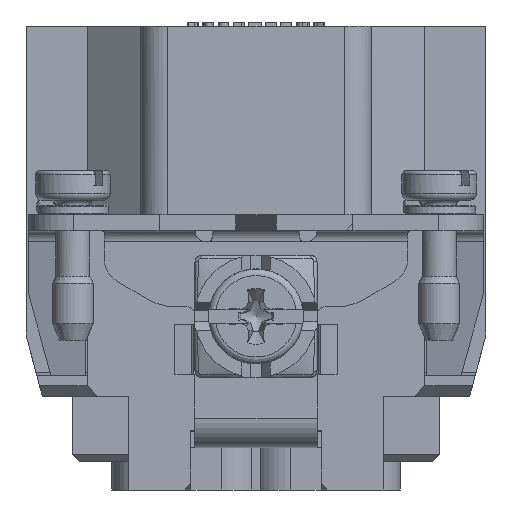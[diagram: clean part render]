
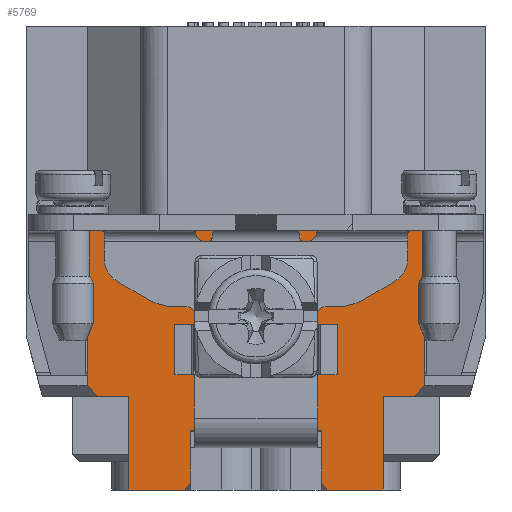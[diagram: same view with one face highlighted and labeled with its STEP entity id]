
A CAD part, left-side view. The second image highlights one B-rep face of the part: STEP entity #5769.
In plain terms, the highlighted planar face has unit normal (-1, 0, 0).
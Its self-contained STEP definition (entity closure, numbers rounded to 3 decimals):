
#5031=FACE_BOUND('',#9435,.T.);
#5032=FACE_BOUND('',#9436,.T.);
#5769=ADVANCED_FACE('',(#5031,#5032),#7238,.F.);
#7238=PLANE('',#37005);
#9435=EDGE_LOOP('',(#11996));
#9436=EDGE_LOOP('',(#11997,#11998,#11999,#12000,#12001,#12002,#12003,#12004,
#12005,#12006,#12007,#12008,#12009,#12010,#12011,#12012,#12013,#12014,#12015,
#12016,#12017,#12018,#12019,#12020));
#11996=ORIENTED_EDGE('',*,*,#22072,.T.);
#11997=ORIENTED_EDGE('',*,*,#21992,.F.);
#11998=ORIENTED_EDGE('',*,*,#22073,.T.);
#11999=ORIENTED_EDGE('',*,*,#22074,.F.);
#12000=ORIENTED_EDGE('',*,*,#22075,.T.);
#12001=ORIENTED_EDGE('',*,*,#22008,.F.);
#12002=ORIENTED_EDGE('',*,*,#22076,.F.);
#12003=ORIENTED_EDGE('',*,*,#22077,.T.);
#12004=ORIENTED_EDGE('',*,*,#22078,.F.);
#12005=ORIENTED_EDGE('',*,*,#22079,.T.);
#12006=ORIENTED_EDGE('',*,*,#22080,.T.);
#12007=ORIENTED_EDGE('',*,*,#22081,.T.);
#12008=ORIENTED_EDGE('',*,*,#22082,.T.);
#12009=ORIENTED_EDGE('',*,*,#21284,.T.);
#12010=ORIENTED_EDGE('',*,*,#22083,.T.);
#12011=ORIENTED_EDGE('',*,*,#22047,.F.);
#12012=ORIENTED_EDGE('',*,*,#22084,.F.);
#12013=ORIENTED_EDGE('',*,*,#21288,.T.);
#12014=ORIENTED_EDGE('',*,*,#22085,.F.);
#12015=ORIENTED_EDGE('',*,*,#22086,.T.);
#12016=ORIENTED_EDGE('',*,*,#22087,.T.);
#12017=ORIENTED_EDGE('',*,*,#22088,.F.);
#12018=ORIENTED_EDGE('',*,*,#22089,.F.);
#12019=ORIENTED_EDGE('',*,*,#22090,.T.);
#12020=ORIENTED_EDGE('',*,*,#22091,.T.);
#18696=VERTEX_POINT('',#48468);
#18700=VERTEX_POINT('',#48476);
#18704=VERTEX_POINT('',#48485);
#18705=VERTEX_POINT('',#48487);
#19355=VERTEX_POINT('',#50795);
#19356=VERTEX_POINT('',#50797);
#19371=VERTEX_POINT('',#50827);
#19372=VERTEX_POINT('',#50829);
#19403=VERTEX_POINT('',#50905);
#19404=VERTEX_POINT('',#50907);
#19424=VERTEX_POINT('',#50971);
#19425=VERTEX_POINT('',#50973);
#19426=VERTEX_POINT('',#50975);
#19427=VERTEX_POINT('',#50978);
#19428=VERTEX_POINT('',#50980);
#19429=VERTEX_POINT('',#50982);
#19430=VERTEX_POINT('',#50984);
#19431=VERTEX_POINT('',#50986);
#19432=VERTEX_POINT('',#50988);
#19433=VERTEX_POINT('',#50993);
#19434=VERTEX_POINT('',#50995);
#19435=VERTEX_POINT('',#50997);
#19436=VERTEX_POINT('',#50999);
#19437=VERTEX_POINT('',#51001);
#19438=VERTEX_POINT('',#51003);
#21284=EDGE_CURVE('',#18696,#18700,#29426,.T.);
#21288=EDGE_CURVE('',#18705,#18704,#29430,.T.);
#21992=EDGE_CURVE('',#19355,#19356,#29774,.T.);
#22008=EDGE_CURVE('',#19371,#19372,#29788,.T.);
#22047=EDGE_CURVE('',#19403,#19404,#29822,.T.);
#22072=EDGE_CURVE('',#19424,#19424,#26399,.T.);
#22073=EDGE_CURVE('',#19355,#19425,#29845,.T.);
#22074=EDGE_CURVE('',#19426,#19425,#29846,.T.);
#22075=EDGE_CURVE('',#19426,#19372,#29847,.T.);
#22076=EDGE_CURVE('',#19427,#19371,#29848,.T.);
#22077=EDGE_CURVE('',#19427,#19428,#29849,.T.);
#22078=EDGE_CURVE('',#19429,#19428,#29850,.T.);
#22079=EDGE_CURVE('',#19429,#19430,#29851,.T.);
#22080=EDGE_CURVE('',#19430,#19431,#29852,.T.);
#22081=EDGE_CURVE('',#19431,#19432,#29853,.T.);
#22082=EDGE_CURVE('',#19432,#18696,#29854,.T.);
#22083=EDGE_CURVE('',#18700,#19404,#29855,.T.);
#22084=EDGE_CURVE('',#18705,#19403,#29856,.T.);
#22085=EDGE_CURVE('',#19433,#18704,#29857,.T.);
#22086=EDGE_CURVE('',#19433,#19434,#29858,.T.);
#22087=EDGE_CURVE('',#19434,#19435,#29859,.T.);
#22088=EDGE_CURVE('',#19436,#19435,#29860,.T.);
#22089=EDGE_CURVE('',#19437,#19436,#29861,.T.);
#22090=EDGE_CURVE('',#19437,#19438,#29862,.T.);
#22091=EDGE_CURVE('',#19438,#19356,#29863,.T.);
#26399=CIRCLE('',#37004,2.);
#29426=LINE('',#48477,#31884);
#29430=LINE('',#48486,#31888);
#29774=LINE('',#50796,#32232);
#29788=LINE('',#50828,#32246);
#29822=LINE('',#50906,#32280);
#29845=LINE('',#50972,#32303);
#29846=LINE('',#50974,#32304);
#29847=LINE('',#50976,#32305);
#29848=LINE('',#50977,#32306);
#29849=LINE('',#50979,#32307);
#29850=LINE('',#50981,#32308);
#29851=LINE('',#50983,#32309);
#29852=LINE('',#50985,#32310);
#29853=LINE('',#50987,#32311);
#29854=LINE('',#50989,#32312);
#29855=LINE('',#50990,#32313);
#29856=LINE('',#50991,#32314);
#29857=LINE('',#50992,#32315);
#29858=LINE('',#50994,#32316);
#29859=LINE('',#50996,#32317);
#29860=LINE('',#50998,#32318);
#29861=LINE('',#51000,#32319);
#29862=LINE('',#51002,#32320);
#29863=LINE('',#51004,#32321);
#31884=VECTOR('',#39284,1.);
#31888=VECTOR('',#39290,1.);
#32232=VECTOR('',#40444,1.);
#32246=VECTOR('',#40462,1.);
#32280=VECTOR('',#40520,1.);
#32303=VECTOR('',#40551,1.);
#32304=VECTOR('',#40552,1.);
#32305=VECTOR('',#40553,1.);
#32306=VECTOR('',#40554,1.);
#32307=VECTOR('',#40555,1.);
#32308=VECTOR('',#40556,1.);
#32309=VECTOR('',#40557,1.);
#32310=VECTOR('',#40558,1.);
#32311=VECTOR('',#40559,1.);
#32312=VECTOR('',#40560,1.);
#32313=VECTOR('',#40561,1.);
#32314=VECTOR('',#40562,1.);
#32315=VECTOR('',#40563,1.);
#32316=VECTOR('',#40564,1.);
#32317=VECTOR('',#40565,1.);
#32318=VECTOR('',#40566,1.);
#32319=VECTOR('',#40567,1.);
#32320=VECTOR('',#40568,1.);
#32321=VECTOR('',#40569,1.);
#37004=AXIS2_PLACEMENT_3D('',#50970,#40549,#40550);
#37005=AXIS2_PLACEMENT_3D('',#51005,#40570,#40571);
#39284=DIRECTION('',(0.,1.,0.));
#39290=DIRECTION('',(0.,1.,0.));
#40444=DIRECTION('',(0.,1.,0.));
#40462=DIRECTION('',(0.,1.,0.));
#40520=DIRECTION('',(0.,-1.,0.));
#40549=DIRECTION('',(1.,0.,0.));
#40550=DIRECTION('',(0.,0.,-1.));
#40551=DIRECTION('',(0.,0.,1.));
#40552=DIRECTION('',(0.,1.,0.));
#40553=DIRECTION('',(0.,0.,-1.));
#40554=DIRECTION('',(0.,0.,1.));
#40555=DIRECTION('',(0.,-0.707,-0.707));
#40556=DIRECTION('',(0.,1.,0.));
#40557=DIRECTION('',(0.,0.,1.));
#40558=DIRECTION('',(0.,-1.,0.));
#40559=DIRECTION('',(0.,-0.707,0.707));
#40560=DIRECTION('',(0.,0.,1.));
#40561=DIRECTION('',(0.,0.,1.));
#40562=DIRECTION('',(0.,0.,1.));
#40563=DIRECTION('',(0.,0.,1.));
#40564=DIRECTION('',(0.,-0.707,-0.707));
#40565=DIRECTION('',(0.,-1.,0.));
#40566=DIRECTION('',(0.,0.,1.));
#40567=DIRECTION('',(0.,1.,0.));
#40568=DIRECTION('',(0.,-0.707,0.707));
#40569=DIRECTION('',(0.,0.,1.));
#40570=DIRECTION('',(1.,0.,0.));
#40571=DIRECTION('',(0.,0.,-1.));
#48468=CARTESIAN_POINT('',(-31.65,-12.45,1.2));
#48476=CARTESIAN_POINT('',(-31.65,-4.05,1.2));
#48477=CARTESIAN_POINT('',(-31.65,-12.45,1.2));
#48485=CARTESIAN_POINT('',(-31.65,12.45,1.2));
#48486=CARTESIAN_POINT('',(-31.65,-12.45,1.2));
#48487=CARTESIAN_POINT('',(-31.65,4.05,1.2));
#50795=CARTESIAN_POINT('',(-31.65,4.5,-14.7));
#50796=CARTESIAN_POINT('',(-31.65,-4.8,-14.7));
#50797=CARTESIAN_POINT('',(-31.65,4.8,-14.7));
#50827=CARTESIAN_POINT('',(-31.65,-4.8,-14.7));
#50828=CARTESIAN_POINT('',(-31.65,-4.8,-14.7));
#50829=CARTESIAN_POINT('',(-31.65,-4.5,-14.7));
#50905=CARTESIAN_POINT('',(-31.65,4.05,2.55));
#50906=CARTESIAN_POINT('',(-31.65,-4.75,2.55));
#50907=CARTESIAN_POINT('',(-31.65,-4.05,2.55));
#50970=CARTESIAN_POINT('',(-31.65,0.,-6.3));
#50971=CARTESIAN_POINT('',(-31.65,0.,-8.3));
#50972=CARTESIAN_POINT('',(-31.65,4.5,-131.46));
#50973=CARTESIAN_POINT('',(-31.65,4.5,-14.461));
#50974=CARTESIAN_POINT('',(-31.65,4.5,-14.461));
#50975=CARTESIAN_POINT('',(-31.65,-4.5,-14.461));
#50976=CARTESIAN_POINT('',(-31.65,-4.5,-131.46));
#50977=CARTESIAN_POINT('',(-31.65,-4.8,-37.79));
#50978=CARTESIAN_POINT('',(-31.65,-4.8,-18.6));
#50979=CARTESIAN_POINT('',(-31.65,-4.8,-18.6));
#50980=CARTESIAN_POINT('',(-31.65,-5.3,-19.1));
#50981=CARTESIAN_POINT('',(-31.65,-9.37,-19.1));
#50982=CARTESIAN_POINT('',(-31.65,-9.37,-19.1));
#50983=CARTESIAN_POINT('',(-31.65,-9.37,-17.));
#50984=CARTESIAN_POINT('',(-31.65,-9.37,-12.2));
#50985=CARTESIAN_POINT('',(-31.65,-12.45,-12.2));
#50986=CARTESIAN_POINT('',(-31.65,-11.65,-12.2));
#50987=CARTESIAN_POINT('',(-31.65,-12.45,-11.4));
#50988=CARTESIAN_POINT('',(-31.65,-12.45,-11.4));
#50989=CARTESIAN_POINT('',(-31.65,-12.45,-131.46));
#50990=CARTESIAN_POINT('',(-31.65,-4.05,-122.51));
#50991=CARTESIAN_POINT('',(-31.65,4.05,-122.51));
#50992=CARTESIAN_POINT('',(-31.65,12.45,-131.46));
#50993=CARTESIAN_POINT('',(-31.65,12.45,-11.4));
#50994=CARTESIAN_POINT('',(-31.65,12.45,-11.4));
#50995=CARTESIAN_POINT('',(-31.65,11.65,-12.2));
#50996=CARTESIAN_POINT('',(-31.65,-12.45,-12.2));
#50997=CARTESIAN_POINT('',(-31.65,9.37,-12.2));
#50998=CARTESIAN_POINT('',(-31.65,9.37,-17.));
#50999=CARTESIAN_POINT('',(-31.65,9.37,-19.1));
#51000=CARTESIAN_POINT('',(-31.65,-9.37,-19.1));
#51001=CARTESIAN_POINT('',(-31.65,5.3,-19.1));
#51002=CARTESIAN_POINT('',(-31.65,4.8,-18.6));
#51003=CARTESIAN_POINT('',(-31.65,4.8,-18.6));
#51004=CARTESIAN_POINT('',(-31.65,4.8,-37.79));
#51005=CARTESIAN_POINT('',(-31.65,-12.45,-131.46));
